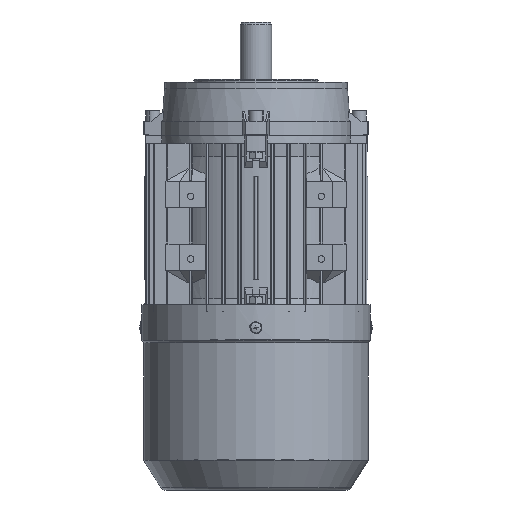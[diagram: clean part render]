
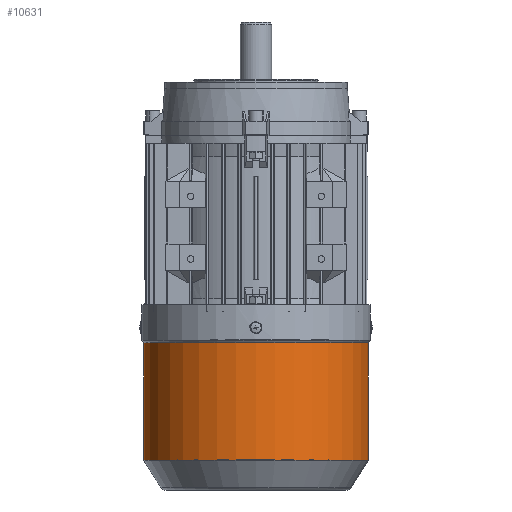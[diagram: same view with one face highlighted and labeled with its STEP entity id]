
A CAD part, front view. The second image highlights one B-rep face of the part: STEP entity #10631.
In plain terms, the highlighted cylindrical face has radius 86 mm (diameter 172 mm), a partial arc.
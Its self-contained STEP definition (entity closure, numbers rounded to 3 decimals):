
#10111 = EDGE_LOOP ( 'NONE', ( #10690, #10692, #10694, #10682 ) ) ;
#10631 = ADVANCED_FACE ( 'NONE', ( #59420 ), #59418, .T. ) ;
#10676 = EDGE_CURVE ( 'NONE', #10826, #10695, #59751, .T. ) ;
#10682 = ORIENTED_EDGE ( 'NONE', *, *, #10684, .F. ) ;
#10684 = EDGE_CURVE ( 'NONE', #11199, #10826, #59716, .T. ) ;
#10690 = ORIENTED_EDGE ( 'NONE', *, *, #11198, .T. ) ;
#10692 = ORIENTED_EDGE ( 'NONE', *, *, #10693, .T. ) ;
#10693 = EDGE_CURVE ( 'NONE', #11200, #10695, #59868, .T. ) ;
#10694 = ORIENTED_EDGE ( 'NONE', *, *, #10676, .F. ) ;
#10695 = VERTEX_POINT ( 'NONE', #59855 ) ;
#10826 = VERTEX_POINT ( 'NONE', #60576 ) ;
#11198 = EDGE_CURVE ( 'NONE', #11199, #11200, #63225, .T. ) ;
#11199 = VERTEX_POINT ( 'NONE', #63215 ) ;
#11200 = VERTEX_POINT ( 'NONE', #63211 ) ;
#59418 = CYLINDRICAL_SURFACE ( 'NONE', #59590, 86. ) ;
#59420 = FACE_OUTER_BOUND ( 'NONE', #10111, .T. ) ;
#59583 = DIRECTION ( 'NONE',  ( 0., 0., -1. ) ) ;
#59586 = DIRECTION ( 'NONE',  ( 1., 0., 0. ) ) ;
#59588 = CARTESIAN_POINT ( 'NONE',  ( 0., 0., 0. ) ) ;
#59590 = AXIS2_PLACEMENT_3D ( 'NONE', #59588, #59586, #59583 ) ;
#59711 = DIRECTION ( 'NONE',  ( 1., 0., 0. ) ) ;
#59712 = VECTOR ( 'NONE', #59711, 1000. ) ;
#59715 = CARTESIAN_POINT ( 'NONE',  ( 0., 0., -86. ) ) ;
#59716 = LINE ( 'NONE', #59715, #59712 ) ;
#59743 = DIRECTION ( 'NONE',  ( 0., 0., -1. ) ) ;
#59745 = DIRECTION ( 'NONE',  ( 1., 0., 0. ) ) ;
#59746 = CARTESIAN_POINT ( 'NONE',  ( -19.712, 0., 0. ) ) ;
#59749 = AXIS2_PLACEMENT_3D ( 'NONE', #59746, #59745, #59743 ) ;
#59751 = CIRCLE ( 'NONE', #59749, 86. ) ;
#59855 = CARTESIAN_POINT ( 'NONE',  ( -19.712, 0., 86. ) ) ;
#59860 = DIRECTION ( 'NONE',  ( 1., 0., 0. ) ) ;
#59861 = VECTOR ( 'NONE', #59860, 1000. ) ;
#59865 = CARTESIAN_POINT ( 'NONE',  ( 0., 0., 86. ) ) ;
#59868 = LINE ( 'NONE', #59865, #59861 ) ;
#60576 = CARTESIAN_POINT ( 'NONE',  ( -19.712, 0., -86. ) ) ;
#63211 = CARTESIAN_POINT ( 'NONE',  ( -109.667, 0., 86. ) ) ;
#63215 = CARTESIAN_POINT ( 'NONE',  ( -109.667, 0., -86. ) ) ;
#63218 = DIRECTION ( 'NONE',  ( 0., 0., -1. ) ) ;
#63220 = DIRECTION ( 'NONE',  ( 1., 0., 0. ) ) ;
#63222 = CARTESIAN_POINT ( 'NONE',  ( -109.667, 0., 0. ) ) ;
#63223 = AXIS2_PLACEMENT_3D ( 'NONE', #63222, #63220, #63218 ) ;
#63225 = CIRCLE ( 'NONE', #63223, 86. ) ;
